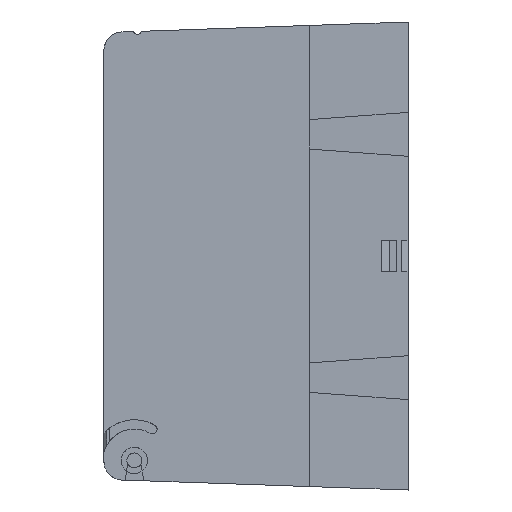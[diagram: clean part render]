
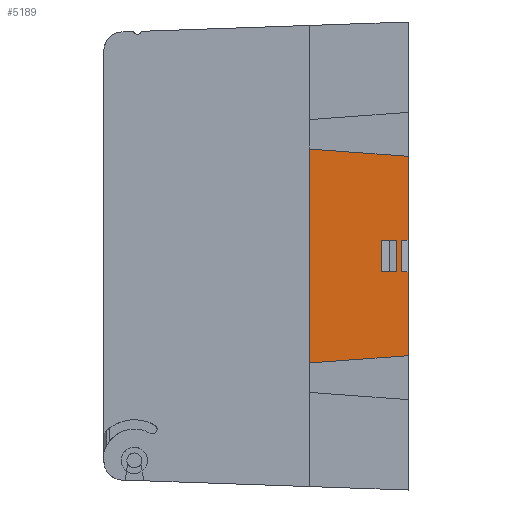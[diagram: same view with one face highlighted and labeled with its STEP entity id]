
A CAD part, left-side view. The second image highlights one B-rep face of the part: STEP entity #5189.
In plain terms, the highlighted planar face has unit normal (-1, 0, 0).
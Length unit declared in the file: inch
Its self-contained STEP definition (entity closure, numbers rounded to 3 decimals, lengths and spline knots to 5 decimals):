
#8 = CARTESIAN_POINT ( 'NONE',  ( -2.6392, -1.3934, -0.17 ) ) ;
#93 = VECTOR ( 'NONE', #25514, 39.37008 ) ;
#2153 = ORIENTED_EDGE ( 'NONE', *, *, #8846, .F. ) ;
#2369 = EDGE_CURVE ( 'NONE', #7926, #6067, #8923, .T. ) ;
#2380 = LINE ( 'NONE', #11843, #9057 ) ;
#2546 = CARTESIAN_POINT ( 'NONE',  ( -2.6392, -0.625, 2.21333 ) ) ;
#3011 = DIRECTION ( 'NONE',  ( -1., 0., 0. ) ) ;
#3332 = CARTESIAN_POINT ( 'NONE',  ( -2.6392, -0.625, 1.14282 ) ) ;
#3458 = LINE ( 'NONE', #29118, #29449 ) ;
#3720 = ORIENTED_EDGE ( 'NONE', *, *, #13090, .T. ) ;
#3910 = CARTESIAN_POINT ( 'NONE',  ( -2.6392, -1.675, 1.065 ) ) ;
#4113 = CARTESIAN_POINT ( 'NONE',  ( -2.6392, -1.555, 0.17 ) ) ;
#4351 = CARTESIAN_POINT ( 'NONE',  ( -2.6392, -1.3934, 0.17 ) ) ;
#4784 = EDGE_LOOP ( 'NONE', ( #30017, #13422, #2153, #3720, #27575, #5845, #31229, #20270 ) ) ;
#4981 = VECTOR ( 'NONE', #9680, 39.37008 ) ;
#5085 = DIRECTION ( 'NONE',  ( 0., 0., -1. ) ) ;
#5157 = VECTOR ( 'NONE', #26753, 39.37008 ) ;
#5174 = FACE_BOUND ( 'NONE', #27354, .T. ) ;
#5189 = ADVANCED_FACE ( 'NONE', ( #31145, #5174 ), #20485, .T. ) ;
#5523 = DIRECTION ( 'NONE',  ( 0., 1., 0. ) ) ;
#5845 = ORIENTED_EDGE ( 'NONE', *, *, #22931, .T. ) ;
#5957 = EDGE_CURVE ( 'NONE', #6067, #25680, #25067, .T. ) ;
#6067 = VERTEX_POINT ( 'NONE', #11868 ) ;
#6545 = ORIENTED_EDGE ( 'NONE', *, *, #16326, .T. ) ;
#6734 = CARTESIAN_POINT ( 'NONE',  ( -2.6392, -1.605, -0.17 ) ) ;
#6814 = LINE ( 'NONE', #20538, #93 ) ;
#6997 = VECTOR ( 'NONE', #7379, 39.37008 ) ;
#7028 = CARTESIAN_POINT ( 'NONE',  ( -2.6392, -1.675, -0.17 ) ) ;
#7379 = DIRECTION ( 'NONE',  ( 0., -0.997, 0.074 ) ) ;
#7395 = VECTOR ( 'NONE', #27642, 39.37008 ) ;
#7926 = VERTEX_POINT ( 'NONE', #31483 ) ;
#8641 = VECTOR ( 'NONE', #5085, 39.37008 ) ;
#8832 = EDGE_CURVE ( 'NONE', #7926, #9571, #23535, .T. ) ;
#8846 = EDGE_CURVE ( 'NONE', #27008, #9571, #3458, .T. ) ;
#8860 = VECTOR ( 'NONE', #5523, 39.37008 ) ;
#8923 = LINE ( 'NONE', #32628, #28228 ) ;
#9057 = VECTOR ( 'NONE', #26941, 39.37008 ) ;
#9095 = DIRECTION ( 'NONE',  ( 0., -0.997, -0.074 ) ) ;
#9571 = VERTEX_POINT ( 'NONE', #3910 ) ;
#9680 = DIRECTION ( 'NONE',  ( 0., 0., -1. ) ) ;
#9979 = VERTEX_POINT ( 'NONE', #23084 ) ;
#11248 = AXIS2_PLACEMENT_3D ( 'NONE', #18055, #3011, #20588 ) ;
#11331 = VECTOR ( 'NONE', #21948, 39.37008 ) ;
#11472 = DIRECTION ( 'NONE',  ( 0., 0., 1. ) ) ;
#11843 = CARTESIAN_POINT ( 'NONE',  ( -2.6392, -1.3934, 0.17 ) ) ;
#11868 = CARTESIAN_POINT ( 'NONE',  ( -2.6392, -1.605, 0.17 ) ) ;
#13090 = EDGE_CURVE ( 'NONE', #27008, #19411, #22016, .T. ) ;
#13422 = ORIENTED_EDGE ( 'NONE', *, *, #8832, .T. ) ;
#13519 = VERTEX_POINT ( 'NONE', #32671 ) ;
#13622 = CARTESIAN_POINT ( 'NONE',  ( -2.6392, -1.3934, -0.17 ) ) ;
#13652 = LINE ( 'NONE', #17332, #6997 ) ;
#14989 = DIRECTION ( 'NONE',  ( 0., 1., 0. ) ) ;
#15288 = ORIENTED_EDGE ( 'NONE', *, *, #17728, .T. ) ;
#15428 = VERTEX_POINT ( 'NONE', #31486 ) ;
#16087 = VERTEX_POINT ( 'NONE', #7028 ) ;
#16326 = EDGE_CURVE ( 'NONE', #25278, #13519, #18499, .T. ) ;
#16814 = VECTOR ( 'NONE', #11472, 39.37008 ) ;
#17332 = CARTESIAN_POINT ( 'NONE',  ( -2.6392, -1.675, -1.065 ) ) ;
#17728 = EDGE_CURVE ( 'NONE', #13519, #28910, #21517, .T. ) ;
#18055 = CARTESIAN_POINT ( 'NONE',  ( -2.6392, -0.625, -2.21333 ) ) ;
#18499 = LINE ( 'NONE', #4113, #5157 ) ;
#18970 = CARTESIAN_POINT ( 'NONE',  ( -2.6392, -1.675, -2.25 ) ) ;
#19411 = VERTEX_POINT ( 'NONE', #31038 ) ;
#19703 = EDGE_CURVE ( 'NONE', #15428, #28910, #2380, .T. ) ;
#20270 = ORIENTED_EDGE ( 'NONE', *, *, #5957, .F. ) ;
#20364 = EDGE_CURVE ( 'NONE', #25278, #15428, #30664, .T. ) ;
#20485 = PLANE ( 'NONE',  #11248 ) ;
#20538 = CARTESIAN_POINT ( 'NONE',  ( -2.6392, -1.675, -2.25 ) ) ;
#20588 = DIRECTION ( 'NONE',  ( 0., 0., 1. ) ) ;
#21517 = LINE ( 'NONE', #8, #7395 ) ;
#21948 = DIRECTION ( 'NONE',  ( 0., 1., 0. ) ) ;
#22016 = LINE ( 'NONE', #2546, #8641 ) ;
#22211 = CARTESIAN_POINT ( 'NONE',  ( -2.6392, -1.605, 0.17 ) ) ;
#22931 = EDGE_CURVE ( 'NONE', #9979, #16087, #6814, .T. ) ;
#23084 = CARTESIAN_POINT ( 'NONE',  ( -2.6392, -1.675, -1.065 ) ) ;
#23535 = LINE ( 'NONE', #18970, #16814 ) ;
#24592 = CARTESIAN_POINT ( 'NONE',  ( -2.6392, -1.555, 0.17 ) ) ;
#24818 = EDGE_CURVE ( 'NONE', #19411, #9979, #13652, .T. ) ;
#25028 = ORIENTED_EDGE ( 'NONE', *, *, #20364, .F. ) ;
#25067 = LINE ( 'NONE', #22211, #4981 ) ;
#25278 = VERTEX_POINT ( 'NONE', #24592 ) ;
#25514 = DIRECTION ( 'NONE',  ( 0., 0., 1. ) ) ;
#25533 = CARTESIAN_POINT ( 'NONE',  ( -2.6392, -1.675, -0.17 ) ) ;
#25680 = VERTEX_POINT ( 'NONE', #6734 ) ;
#26753 = DIRECTION ( 'NONE',  ( 0., 0., -1. ) ) ;
#26941 = DIRECTION ( 'NONE',  ( 0., 0., -1. ) ) ;
#27008 = VERTEX_POINT ( 'NONE', #3332 ) ;
#27354 = EDGE_LOOP ( 'NONE', ( #25028, #6545, #15288, #31321 ) ) ;
#27575 = ORIENTED_EDGE ( 'NONE', *, *, #24818, .T. ) ;
#27642 = DIRECTION ( 'NONE',  ( 0., 1., 0. ) ) ;
#28228 = VECTOR ( 'NONE', #14989, 39.37008 ) ;
#28910 = VERTEX_POINT ( 'NONE', #13622 ) ;
#29118 = CARTESIAN_POINT ( 'NONE',  ( -2.6392, -0.87239, 1.12449 ) ) ;
#29449 = VECTOR ( 'NONE', #9095, 39.37008 ) ;
#29750 = LINE ( 'NONE', #25533, #8860 ) ;
#30017 = ORIENTED_EDGE ( 'NONE', *, *, #2369, .F. ) ;
#30664 = LINE ( 'NONE', #4351, #11331 ) ;
#31038 = CARTESIAN_POINT ( 'NONE',  ( -2.6392, -0.625, -1.14282 ) ) ;
#31145 = FACE_OUTER_BOUND ( 'NONE', #4784, .T. ) ;
#31229 = ORIENTED_EDGE ( 'NONE', *, *, #31485, .T. ) ;
#31321 = ORIENTED_EDGE ( 'NONE', *, *, #19703, .F. ) ;
#31483 = CARTESIAN_POINT ( 'NONE',  ( -2.6392, -1.675, 0.17 ) ) ;
#31485 = EDGE_CURVE ( 'NONE', #16087, #25680, #29750, .T. ) ;
#31486 = CARTESIAN_POINT ( 'NONE',  ( -2.6392, -1.3934, 0.17 ) ) ;
#32628 = CARTESIAN_POINT ( 'NONE',  ( -2.6392, -1.675, 0.17 ) ) ;
#32671 = CARTESIAN_POINT ( 'NONE',  ( -2.6392, -1.555, -0.17 ) ) ;
